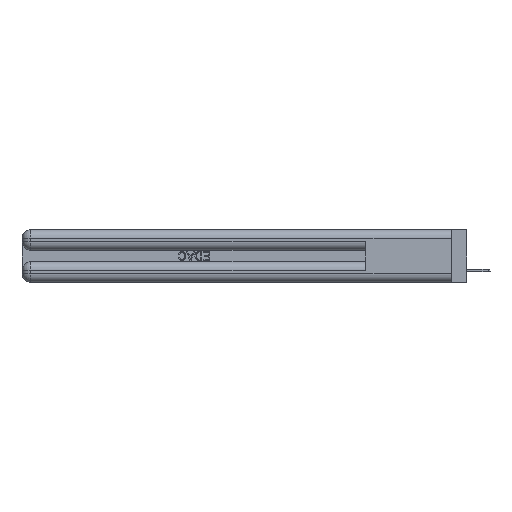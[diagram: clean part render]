
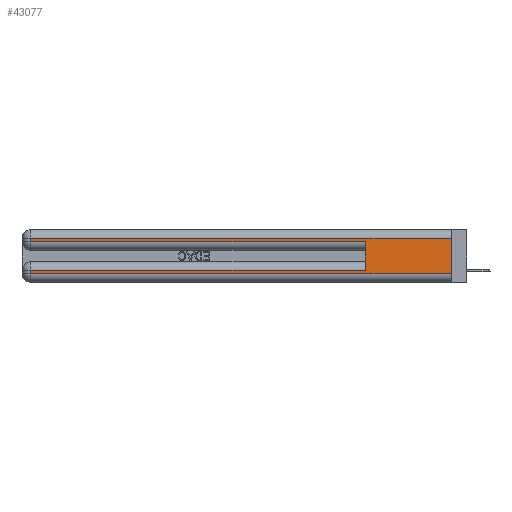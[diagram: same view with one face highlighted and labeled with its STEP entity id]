
A CAD part, left-side view. The second image highlights one B-rep face of the part: STEP entity #43077.
In plain terms, the highlighted planar face has unit normal (-1, 0, 0).
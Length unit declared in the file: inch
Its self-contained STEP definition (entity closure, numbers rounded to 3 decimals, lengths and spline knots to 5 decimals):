
#635 = VERTEX_POINT ( 'NONE', #40203 ) ;
#2141 = DIRECTION ( 'NONE',  ( 0., 1., 0. ) ) ;
#2848 = DIRECTION ( 'NONE',  ( 0., 0., 1. ) ) ;
#3110 = EDGE_CURVE ( 'NONE', #35518, #22617, #3465, .T. ) ;
#3323 = LINE ( 'NONE', #20111, #4987 ) ;
#3388 = ORIENTED_EDGE ( 'NONE', *, *, #25793, .F. ) ;
#3465 = LINE ( 'NONE', #42337, #34931 ) ;
#3674 = LINE ( 'NONE', #42680, #6382 ) ;
#3726 = EDGE_CURVE ( 'NONE', #42795, #35518, #15906, .T. ) ;
#3880 = ORIENTED_EDGE ( 'NONE', *, *, #21884, .T. ) ;
#4110 = ORIENTED_EDGE ( 'NONE', *, *, #29124, .T. ) ;
#4113 = LINE ( 'NONE', #33285, #9632 ) ;
#4532 = DIRECTION ( 'NONE',  ( 0., 0., -1. ) ) ;
#4987 = VECTOR ( 'NONE', #36973, 39.37008 ) ;
#6302 = AXIS2_PLACEMENT_3D ( 'NONE', #13804, #38066, #24438 ) ;
#6378 = DIRECTION ( 'NONE',  ( 0., -1., 0. ) ) ;
#6382 = VECTOR ( 'NONE', #4532, 39.37008 ) ;
#6739 = ORIENTED_EDGE ( 'NONE', *, *, #3110, .T. ) ;
#9632 = VECTOR ( 'NONE', #2141, 39.37008 ) ;
#9920 = LINE ( 'NONE', #9946, #11023 ) ;
#9946 = CARTESIAN_POINT ( 'NONE',  ( 0., 2.94, 0.37 ) ) ;
#10961 = EDGE_CURVE ( 'NONE', #28885, #635, #13662, .T. ) ;
#11023 = VECTOR ( 'NONE', #26807, 39.37008 ) ;
#11416 = CARTESIAN_POINT ( 'NONE',  ( 0., 2.94, 0.285 ) ) ;
#12332 = CARTESIAN_POINT ( 'NONE',  ( 0., 2.94, 0.085 ) ) ;
#13190 = EDGE_CURVE ( 'NONE', #42795, #635, #3674, .T. ) ;
#13662 = LINE ( 'NONE', #30834, #14187 ) ;
#13804 = CARTESIAN_POINT ( 'NONE',  ( 0., 0., 0.37 ) ) ;
#13873 = ORIENTED_EDGE ( 'NONE', *, *, #13190, .F. ) ;
#14154 = ORIENTED_EDGE ( 'NONE', *, *, #19425, .T. ) ;
#14187 = VECTOR ( 'NONE', #6378, 39.37008 ) ;
#15371 = CARTESIAN_POINT ( 'NONE',  ( 0., 0., 0.31 ) ) ;
#15906 = LINE ( 'NONE', #19295, #25687 ) ;
#18813 = LINE ( 'NONE', #40844, #38351 ) ;
#19295 = CARTESIAN_POINT ( 'NONE',  ( 0., 0., 0.31 ) ) ;
#19425 = EDGE_CURVE ( 'NONE', #36916, #39351, #4113, .T. ) ;
#20111 = CARTESIAN_POINT ( 'NONE',  ( 0., 0., 0.285 ) ) ;
#21477 = DIRECTION ( 'NONE',  ( 0., 0., -1. ) ) ;
#21884 = EDGE_CURVE ( 'NONE', #39351, #28885, #9920, .T. ) ;
#22617 = VERTEX_POINT ( 'NONE', #11416 ) ;
#22926 = CARTESIAN_POINT ( 'NONE',  ( 0., 0.6, 0.285 ) ) ;
#23180 = CARTESIAN_POINT ( 'NONE',  ( 0., 0.6, 0.085 ) ) ;
#24438 = DIRECTION ( 'NONE',  ( 0., 0., -1. ) ) ;
#25687 = VECTOR ( 'NONE', #43762, 39.37008 ) ;
#25793 = EDGE_CURVE ( 'NONE', #36916, #42822, #18813, .T. ) ;
#26807 = DIRECTION ( 'NONE',  ( 0., 0., -1. ) ) ;
#28522 = CARTESIAN_POINT ( 'NONE',  ( 0., 2.94, 0.06 ) ) ;
#28721 = EDGE_LOOP ( 'NONE', ( #13873, #43108, #6739, #4110, #3388, #14154, #3880, #43875 ) ) ;
#28885 = VERTEX_POINT ( 'NONE', #28522 ) ;
#29124 = EDGE_CURVE ( 'NONE', #22617, #42822, #3323, .T. ) ;
#30834 = CARTESIAN_POINT ( 'NONE',  ( 0., 0., 0.06 ) ) ;
#33285 = CARTESIAN_POINT ( 'NONE',  ( 0., 0., 0.085 ) ) ;
#34931 = VECTOR ( 'NONE', #21477, 39.37008 ) ;
#35518 = VERTEX_POINT ( 'NONE', #38468 ) ;
#36916 = VERTEX_POINT ( 'NONE', #23180 ) ;
#36973 = DIRECTION ( 'NONE',  ( 0., -1., 0. ) ) ;
#37588 = FACE_OUTER_BOUND ( 'NONE', #28721, .T. ) ;
#37915 = PLANE ( 'NONE',  #6302 ) ;
#38066 = DIRECTION ( 'NONE',  ( 1., 0., 0. ) ) ;
#38351 = VECTOR ( 'NONE', #2848, 39.37008 ) ;
#38468 = CARTESIAN_POINT ( 'NONE',  ( 0., 2.94, 0.31 ) ) ;
#39351 = VERTEX_POINT ( 'NONE', #12332 ) ;
#40203 = CARTESIAN_POINT ( 'NONE',  ( 0., 0., 0.06 ) ) ;
#40844 = CARTESIAN_POINT ( 'NONE',  ( 0., 0.6, 0.145 ) ) ;
#42337 = CARTESIAN_POINT ( 'NONE',  ( 0., 2.94, 0.37 ) ) ;
#42680 = CARTESIAN_POINT ( 'NONE',  ( 0., 0., 0.37 ) ) ;
#42795 = VERTEX_POINT ( 'NONE', #15371 ) ;
#42822 = VERTEX_POINT ( 'NONE', #22926 ) ;
#43077 = ADVANCED_FACE ( 'NONE', ( #37588 ), #37915, .F. ) ;
#43108 = ORIENTED_EDGE ( 'NONE', *, *, #3726, .T. ) ;
#43762 = DIRECTION ( 'NONE',  ( 0., 1., 0. ) ) ;
#43875 = ORIENTED_EDGE ( 'NONE', *, *, #10961, .T. ) ;
